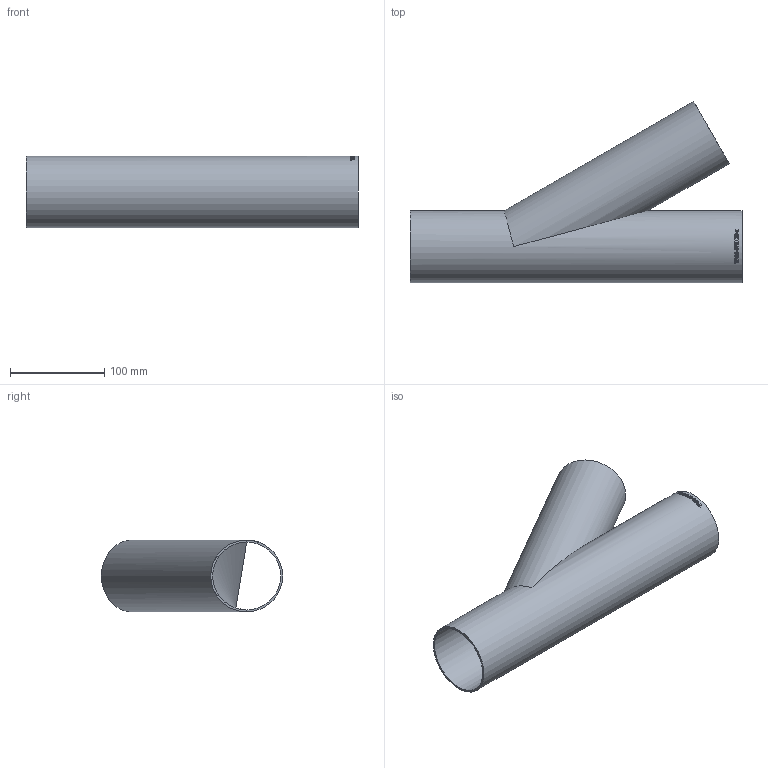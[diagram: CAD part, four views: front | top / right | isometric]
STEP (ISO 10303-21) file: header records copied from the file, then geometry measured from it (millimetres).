
FILE_DESCRIPTION (( 'STEP AP214' ), '1' );
FILE_NAME ('TR30-076X20-x T-Stück 30° Ø76,1 L352 1911.STEP', '2019-11-22T08:56:55', ( '' ), ( '' ), 'SwSTEP 2.0', 'SolidWorks 2016', '' );
FILE_SCHEMA (( 'AUTOMOTIVE_DESIGN' ));
Length unit declared in the file: millimetre
Products named in the file (1): TR30-076X20-x T-Stück 30° Ø76,1 L352   1911
Bounding box: 352 x 192 x 76.1 mm (x, y, z)
Volume: 232597.8 mm3; surface area: 234002.7 mm2
Topology: 1 solids, 1 shells, 176 faces, 474 edges, 316 vertices
Faces by surface type: bspline 109, plane 44, cylinder 23
Full cylindrical faces by diameter (mm): 72.1 x2, 76.1 x2
Entity records: 21673 total; most frequent: CARTESIAN_POINT 16451, ORIENTED_EDGE 920, EDGE_CURVE 460, B_SPLINE_CURVE_WITH_KNOTS 341, VERTEX_POINT 310, DIRECTION 309, EDGE_LOOP 202, FACE_OUTER_BOUND 179
